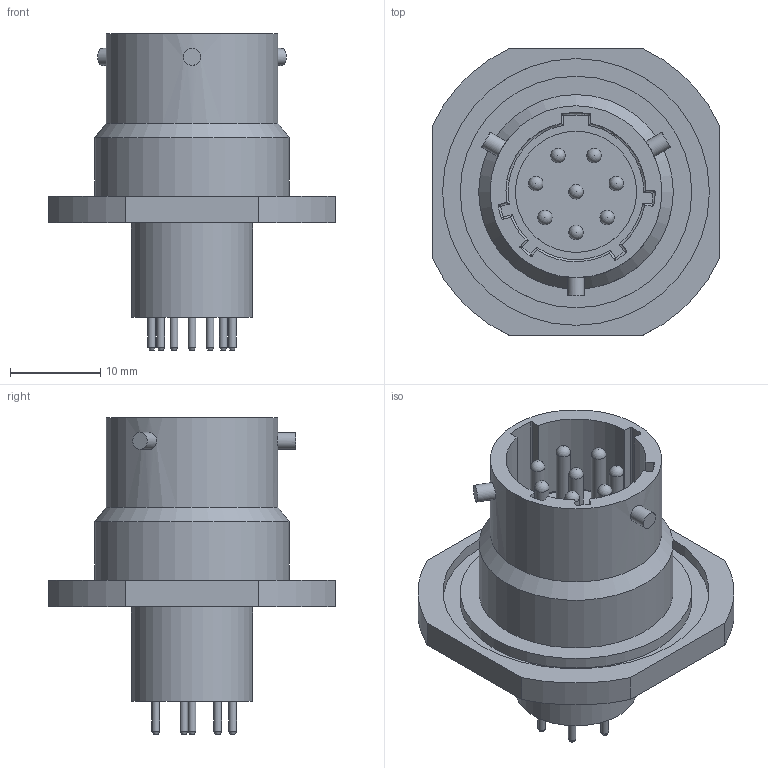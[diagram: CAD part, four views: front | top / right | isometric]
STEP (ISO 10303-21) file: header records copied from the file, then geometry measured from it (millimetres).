
FILE_DESCRIPTION(/* description */ (''),/* implementation_level */ '2;1');
FILE_NAME(/* name */ 'SOURIAU_UT07128P21E8T.stp',/* time_stamp */ '2016-03-04T08:34:25+01:00',/* author */ ('riccim'),/* organization */ (''),/* preprocessor_version */ 'ST-DEVELOPER v15.5',/* originating_system */ 'AutoCAD Mechanical',/* authorisation */ '');
FILE_SCHEMA (('AUTOMOTIVE_DESIGN { 1 0 10303 214 3 1 1 }'));
Length unit declared in the file: millimetre
Products named in the file (1): Product
Bounding box: 31.75 x 31.75 x 34.95 mm (x, y, z)
Volume: 7915 mm3; surface area: 5463.7 mm2
Topology: 19 solids, 19 shells, 147 faces, 303 edges, 192 vertices
Faces by surface type: cylinder 59, plane 51, bspline 10, torus 10, cone 9, sphere 8
Full cylindrical faces by diameter (mm): 0.85 x8, 1.6 x8, 1.89 x3, 13.4 x2, 19 x1, 21.52 x1, 25.6 x1, 29.5 x1
Entity records: 3860 total; most frequent: CARTESIAN_POINT 1134, DIRECTION 578, ORIENTED_EDGE 450, AXIS2_PLACEMENT_3D 251, EDGE_CURVE 225, EDGE_LOOP 188, VERTEX_POINT 157, FACE_OUTER_BOUND 147
